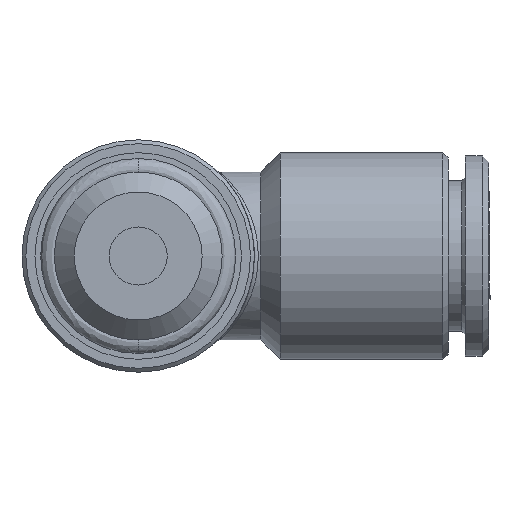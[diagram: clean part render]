
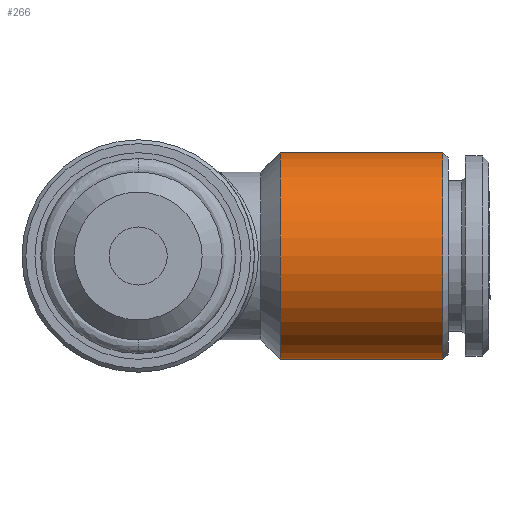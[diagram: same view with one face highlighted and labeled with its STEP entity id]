
A CAD part, front view. The second image highlights one B-rep face of the part: STEP entity #266.
In plain terms, the highlighted cylindrical face has radius 8 mm (diameter 16 mm), a full revolution.
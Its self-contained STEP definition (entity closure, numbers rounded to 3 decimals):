
#266 = ADVANCED_FACE( 'NONE', ( #593, #594 ), #595, .T. );
#593 = FACE_OUTER_BOUND( '', #2217, .T. );
#594 = FACE_OUTER_BOUND( '', #2218, .T. );
#595 = CYLINDRICAL_SURFACE( '', #2219, 8. );
#2217 = EDGE_LOOP( '', ( #3879 ) );
#2218 = EDGE_LOOP( '', ( #3880 ) );
#2219 = AXIS2_PLACEMENT_3D( '', #3881, #3882, #3883 );
#3879 = ORIENTED_EDGE( '', *, *, #4822, .T. );
#3880 = ORIENTED_EDGE( '', *, *, #4823, .F. );
#3881 = CARTESIAN_POINT( '', ( -5.577, 17.7, 0. ) );
#3882 = DIRECTION( '', ( -1., 0., 0. ) );
#3883 = DIRECTION( '', ( 0., 0., 1. ) );
#4822 = EDGE_CURVE( 'NONE', #5539, #5539, #5540, .T. );
#4823 = EDGE_CURVE( 'NONE', #5541, #5541, #5542, .T. );
#5539 = VERTEX_POINT( '', #7923 );
#5540 = CIRCLE( '', #7924, 8. );
#5541 = VERTEX_POINT( '', #7925 );
#5542 = CIRCLE( '', #7926, 8. );
#7923 = CARTESIAN_POINT( '', ( 23.6, 17.7, 8. ) );
#7924 = AXIS2_PLACEMENT_3D( '', #8757, #8758, #8759 );
#7925 = CARTESIAN_POINT( '', ( 11., 17.7, -8. ) );
#7926 = AXIS2_PLACEMENT_3D( '', #8760, #8761, #8762 );
#8757 = CARTESIAN_POINT( '', ( 23.6, 17.7, 0. ) );
#8758 = DIRECTION( '', ( -1., 0., 0. ) );
#8759 = DIRECTION( '', ( 0., 0., 1. ) );
#8760 = CARTESIAN_POINT( '', ( 11., 17.7, 0. ) );
#8761 = DIRECTION( '', ( -1., 0., 0. ) );
#8762 = DIRECTION( '', ( 0., 0., -1. ) );
